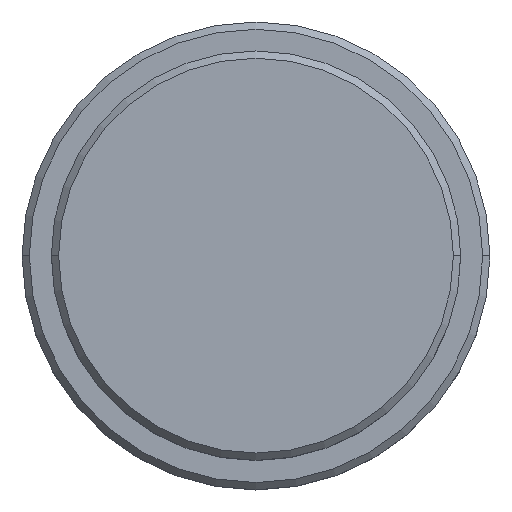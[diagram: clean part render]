
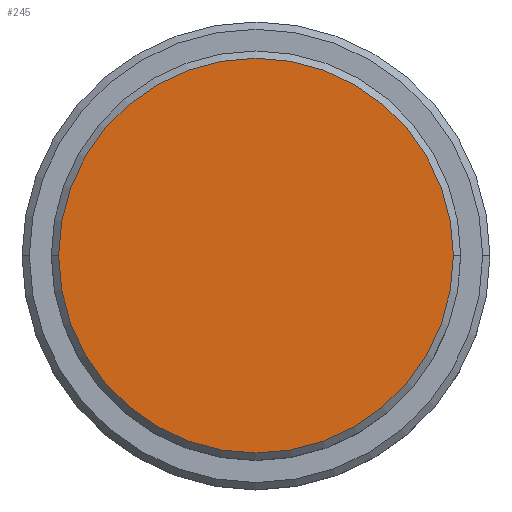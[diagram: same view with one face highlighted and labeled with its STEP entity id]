
A CAD part, top view. The second image highlights one B-rep face of the part: STEP entity #245.
In plain terms, the highlighted planar face has unit normal (0, 0, 1).
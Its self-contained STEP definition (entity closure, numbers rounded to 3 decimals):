
#45 = EDGE_CURVE ( 'NONE', #1158, #121, #745, .T. ) ;
#75 = EDGE_CURVE ( 'NONE', #121, #1158, #337, .T. ) ;
#121 = VERTEX_POINT ( 'NONE', #581 ) ;
#144 = DIRECTION ( 'NONE',  ( 1., 0., 0. ) ) ;
#159 = CARTESIAN_POINT ( 'NONE',  ( 0., 0., 0. ) ) ;
#181 = AXIS2_PLACEMENT_3D ( 'NONE', #1267, #1258, #848 ) ;
#245 = ADVANCED_FACE ( 'NONE', ( #1387 ), #408, .T. ) ;
#254 = DIRECTION ( 'NONE',  ( 1., 0., 0. ) ) ;
#317 = AXIS2_PLACEMENT_3D ( 'NONE', #159, #695, #144 ) ;
#337 = CIRCLE ( 'NONE', #317, 13.5 ) ;
#358 = CARTESIAN_POINT ( 'NONE',  ( 0., 0., 0. ) ) ;
#408 = PLANE ( 'NONE',  #181 ) ;
#414 = CARTESIAN_POINT ( 'NONE',  ( 13.5, 0., 0. ) ) ;
#581 = CARTESIAN_POINT ( 'NONE',  ( -13.5, 0., 0. ) ) ;
#695 = DIRECTION ( 'NONE',  ( 0., 0., 1. ) ) ;
#732 = ORIENTED_EDGE ( 'NONE', *, *, #75, .T. ) ;
#745 = CIRCLE ( 'NONE', #1315, 13.5 ) ;
#770 = EDGE_LOOP ( 'NONE', ( #732, #1142 ) ) ;
#848 = DIRECTION ( 'NONE',  ( 1., 0., 0. ) ) ;
#914 = DIRECTION ( 'NONE',  ( 0., 0., 1. ) ) ;
#1142 = ORIENTED_EDGE ( 'NONE', *, *, #45, .T. ) ;
#1158 = VERTEX_POINT ( 'NONE', #414 ) ;
#1258 = DIRECTION ( 'NONE',  ( 0., 0., 1. ) ) ;
#1267 = CARTESIAN_POINT ( 'NONE',  ( 0., 0., 0. ) ) ;
#1315 = AXIS2_PLACEMENT_3D ( 'NONE', #358, #914, #254 ) ;
#1387 = FACE_OUTER_BOUND ( 'NONE', #770, .T. ) ;
